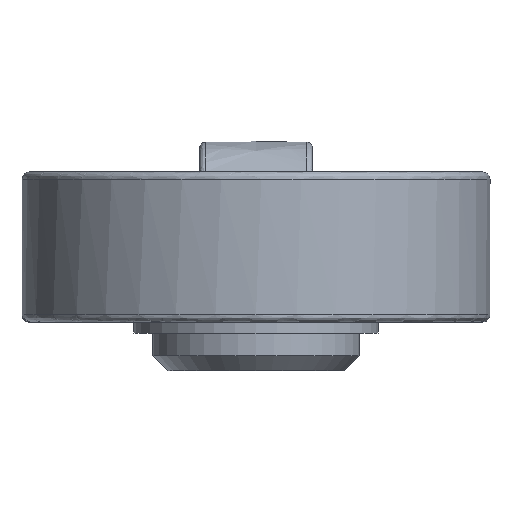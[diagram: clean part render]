
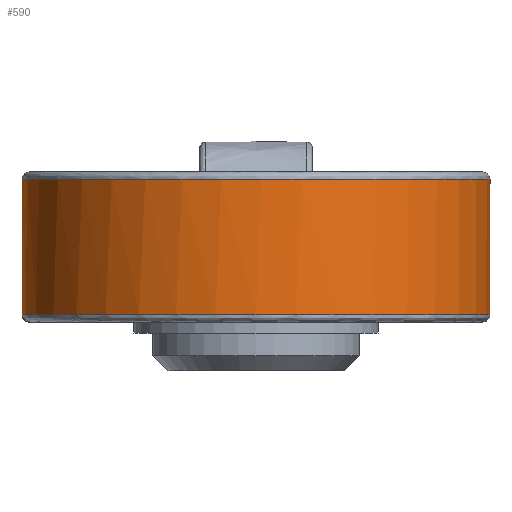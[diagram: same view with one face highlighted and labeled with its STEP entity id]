
A CAD part, front view. The second image highlights one B-rep face of the part: STEP entity #590.
In plain terms, the highlighted toroidal (fillet/blend) face has major radius 687.5 mm and minor radius 750 mm.
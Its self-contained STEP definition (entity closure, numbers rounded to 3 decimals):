
#196 = CARTESIAN_POINT ( 'NONE',  ( 60., 60., 16.852 ) ) ;
#197 = DIRECTION ( 'NONE',  ( 0., 0., -1. ) ) ;
#198 = DIRECTION ( 'NONE',  ( -1., 0., 0. ) ) ;
#199 = CARTESIAN_POINT ( 'NONE',  ( 60., 60., 52.948 ) ) ;
#212 = DIRECTION ( 'NONE',  ( 0., 0., 1. ) ) ;
#213 = DIRECTION ( 'NONE',  ( 1., 0., 0. ) ) ;
#293 = AXIS2_PLACEMENT_3D ( 'NONE', #199, #212, #213 ) ;
#325 = EDGE_CURVE ( 'NONE', #843, #843, #489, .T. ) ;
#329 = EDGE_CURVE ( 'NONE', #849, #849, #494, .T. ) ;
#338 = AXIS2_PLACEMENT_3D ( 'NONE', #196, #197, #198 ) ;
#379 = EDGE_LOOP ( 'NONE', ( #434 ) ) ;
#387 = EDGE_LOOP ( 'NONE', ( #433 ) ) ;
#433 = ORIENTED_EDGE ( 'NONE', *, *, #329, .F. ) ;
#434 = ORIENTED_EDGE ( 'NONE', *, *, #325, .F. ) ;
#489 = CIRCLE ( 'NONE', #338, 62.283 ) ;
#494 = CIRCLE ( 'NONE', #293, 62.283 ) ;
#533 = FACE_OUTER_BOUND ( 'NONE', #387, .T. ) ;
#540 = FACE_OUTER_BOUND ( 'NONE', #379, .T. ) ;
#542 = TOROIDAL_SURFACE ( 'NONE', #638, -687.5, 750. ) ;
#590 = ADVANCED_FACE ( 'NONE', ( #533, #540 ), #542, .T. ) ;
#638 = AXIS2_PLACEMENT_3D ( 'NONE', #751, #750, #760 ) ;
#750 = DIRECTION ( 'NONE',  ( 0., 0., -1. ) ) ;
#751 = CARTESIAN_POINT ( 'NONE',  ( 60., 60., 34.9 ) ) ;
#760 = DIRECTION ( 'NONE',  ( -1., 0., 0. ) ) ;
#843 = VERTEX_POINT ( 'NONE', #844 ) ;
#844 = CARTESIAN_POINT ( 'NONE',  ( -2.283, 60., 16.852 ) ) ;
#849 = VERTEX_POINT ( 'NONE', #850 ) ;
#850 = CARTESIAN_POINT ( 'NONE',  ( 122.283, 60., 52.948 ) ) ;
